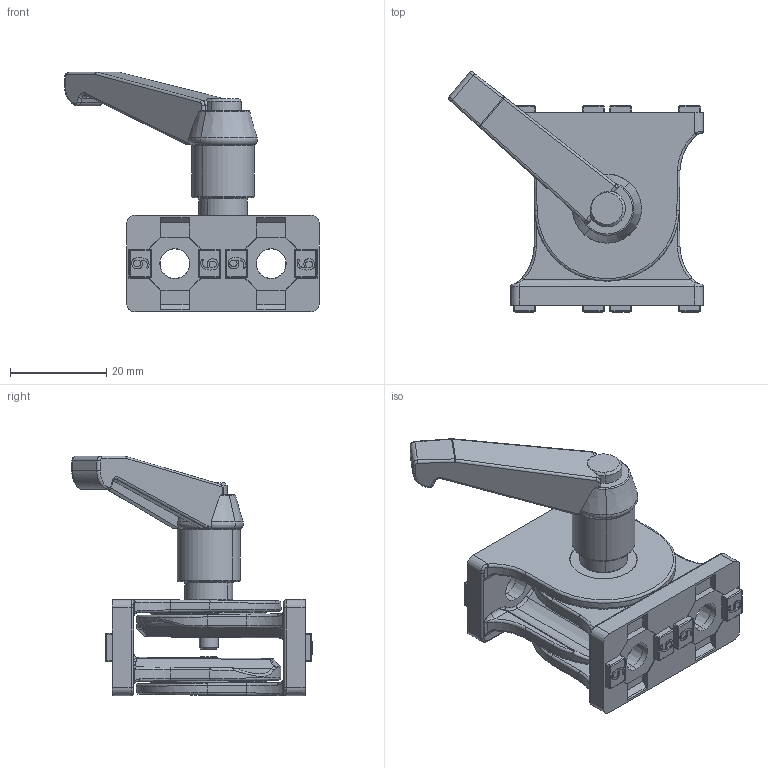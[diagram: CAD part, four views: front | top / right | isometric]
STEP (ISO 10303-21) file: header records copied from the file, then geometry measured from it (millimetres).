
FILE_DESCRIPTION (( 'STEP AP214' ), '1' );
FILE_NAME ('new products093gaf2040an06.step', '2017-09-27T09:49:54', ( '' ), ( '' ), 'SwSTEP 2.0', 'SolidWorks 2017', '' );
FILE_SCHEMA (( 'AUTOMOTIVE_DESIGN' ));
Length unit declared in the file: millimetre
Products named in the file (10): 093GA2040R01; new products093gaf2040an06; 041LLXXX_041LL040K91M0408M; 093GA2040A_093GAF2040AN06R; 4Din912m0410m_4Din912m0410m; 093gr27_Standard; Countersunk head screw ISO 10642 - M4x08_DIN 7991 - M4; 093gr24_Standard; 093gr21_093gr22; 093GR33
Assembly tree (14 placements, depth 3):
  new products093gaf2040an06
    093GA2040A_093GAF2040AN06R
      093GA2040R01  x2
      093GR33  x2
      093gr21_093gr22  x4
      093gr24_Standard
      Countersunk head screw ISO 10642 - M4x08_DIN 7991 - M4
      093gr27_Standard
      4Din912m0410m_4Din912m0410m
    041LLXXX_041LL040K91M0408M
Bounding box: 52.86 x 49.84 x 49.71 mm (x, y, z)
Volume: 20579.4 mm3; surface area: 18143 mm2
Topology: 13 solids, 13 shells, 1186 faces, 2864 edges, 1676 vertices
Faces by surface type: plane 335, cylinder 325, bspline 302, torus 86, sphere 80, cone 58
Entity records: 21521 total; most frequent: CARTESIAN_POINT 7864, ORIENTED_EDGE 2910, DIRECTION 2638, EDGE_CURVE 1455, AXIS2_PLACEMENT_3D 1012, VERTEX_POINT 870, EDGE_LOOP 653, ADVANCED_FACE 619
